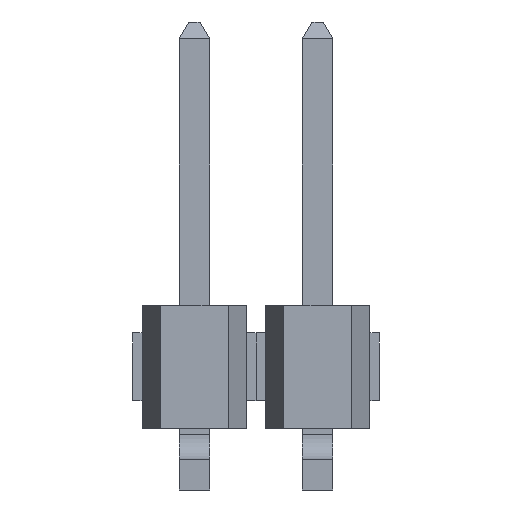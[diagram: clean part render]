
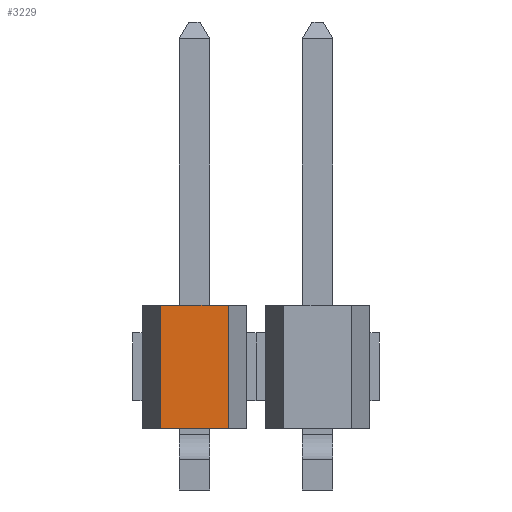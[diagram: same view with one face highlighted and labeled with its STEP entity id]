
A CAD part, front view. The second image highlights one B-rep face of the part: STEP entity #3229.
In plain terms, the highlighted planar face has unit normal (0, -1, 0).
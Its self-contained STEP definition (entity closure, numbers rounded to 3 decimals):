
#298 = EDGE_CURVE ( 'NONE', #388, #4980, #1049, .T. ) ;
#302 = FACE_OUTER_BOUND ( 'NONE', #6332, .T. ) ;
#327 = PLANE ( 'NONE',  #2628 ) ;
#388 = VERTEX_POINT ( 'NONE', #2140 ) ;
#793 = ORIENTED_EDGE ( 'NONE', *, *, #6303, .F. ) ;
#822 = CARTESIAN_POINT ( 'NONE',  ( -0.57, -2.54, 1.27 ) ) ;
#855 = EDGE_CURVE ( 'NONE', #4980, #6065, #3221, .T. ) ;
#1049 = LINE ( 'NONE', #3034, #3799 ) ;
#1171 = DIRECTION ( 'NONE',  ( 1., 0., 0. ) ) ;
#1580 = ORIENTED_EDGE ( 'NONE', *, *, #855, .T. ) ;
#1887 = ORIENTED_EDGE ( 'NONE', *, *, #6320, .F. ) ;
#1937 = CARTESIAN_POINT ( 'NONE',  ( -0.57, -2.54, 3.81 ) ) ;
#2133 = VECTOR ( 'NONE', #1171, 1000. ) ;
#2140 = CARTESIAN_POINT ( 'NONE',  ( -1.97, -2.54, 3.81 ) ) ;
#2149 = VERTEX_POINT ( 'NONE', #2296 ) ;
#2296 = CARTESIAN_POINT ( 'NONE',  ( -0.57, -2.54, 3.81 ) ) ;
#2471 = DIRECTION ( 'NONE',  ( 0., 1., 0. ) ) ;
#2580 = DIRECTION ( 'NONE',  ( 1., 0., 0. ) ) ;
#2628 = AXIS2_PLACEMENT_3D ( 'NONE', #1937, #2471, #6283 ) ;
#2650 = DIRECTION ( 'NONE',  ( 0., 0., -1. ) ) ;
#2729 = LINE ( 'NONE', #5503, #2899 ) ;
#2899 = VECTOR ( 'NONE', #2580, 1000. ) ;
#3034 = CARTESIAN_POINT ( 'NONE',  ( -1.97, -2.54, 3.81 ) ) ;
#3221 = LINE ( 'NONE', #5437, #2133 ) ;
#3229 = ADVANCED_FACE ( 'NONE', ( #302 ), #327, .F. ) ;
#3420 = CARTESIAN_POINT ( 'NONE',  ( -1.97, -2.54, 1.27 ) ) ;
#3578 = VECTOR ( 'NONE', #2650, 1000. ) ;
#3654 = CARTESIAN_POINT ( 'NONE',  ( -0.57, -2.54, 3.81 ) ) ;
#3799 = VECTOR ( 'NONE', #5915, 1000. ) ;
#4161 = ORIENTED_EDGE ( 'NONE', *, *, #298, .T. ) ;
#4206 = LINE ( 'NONE', #3654, #3578 ) ;
#4980 = VERTEX_POINT ( 'NONE', #3420 ) ;
#5437 = CARTESIAN_POINT ( 'NONE',  ( -0.57, -2.54, 1.27 ) ) ;
#5503 = CARTESIAN_POINT ( 'NONE',  ( -0.57, -2.54, 3.81 ) ) ;
#5915 = DIRECTION ( 'NONE',  ( 0., 0., -1. ) ) ;
#6065 = VERTEX_POINT ( 'NONE', #822 ) ;
#6283 = DIRECTION ( 'NONE',  ( 0., 0., 1. ) ) ;
#6303 = EDGE_CURVE ( 'NONE', #2149, #6065, #4206, .T. ) ;
#6320 = EDGE_CURVE ( 'NONE', #388, #2149, #2729, .T. ) ;
#6332 = EDGE_LOOP ( 'NONE', ( #1580, #793, #1887, #4161 ) ) ;
